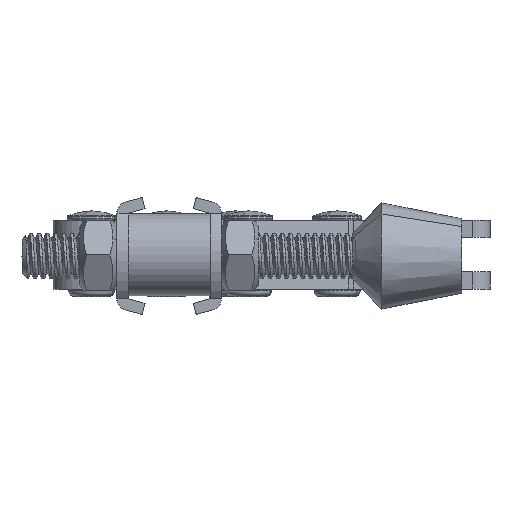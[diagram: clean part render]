
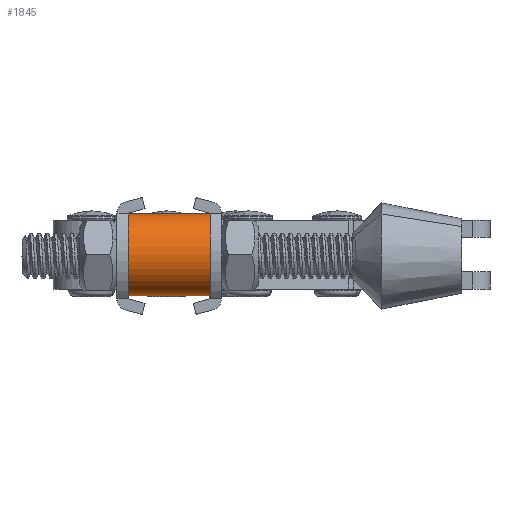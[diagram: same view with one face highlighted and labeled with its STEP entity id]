
A CAD part, left-side view. The second image highlights one B-rep face of the part: STEP entity #1845.
In plain terms, the highlighted cylindrical face has radius 7.2 mm (diameter 14.4 mm), a partial arc.
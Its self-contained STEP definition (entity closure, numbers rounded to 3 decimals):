
#1570 = VERTEX_POINT ( 'NONE', #47903 ) ;
#1573 = EDGE_CURVE ( 'NONE', #1570, #1574, #47901, .T. ) ;
#1574 = VERTEX_POINT ( 'NONE', #47897 ) ;
#1845 = ADVANCED_FACE ( 'NONE', ( #48821 ), #48823, .T. ) ;
#1846 = EDGE_LOOP ( 'NONE', ( #1847, #1849, #1850, #1852 ) ) ;
#1847 = ORIENTED_EDGE ( 'NONE', *, *, #1848, .F. ) ;
#1848 = EDGE_CURVE ( 'NONE', #57264, #1570, #48820, .T. ) ;
#1849 = ORIENTED_EDGE ( 'NONE', *, *, #57132, .T. ) ;
#1850 = ORIENTED_EDGE ( 'NONE', *, *, #1851, .T. ) ;
#1851 = EDGE_CURVE ( 'NONE', #57128, #1574, #48795, .T. ) ;
#1852 = ORIENTED_EDGE ( 'NONE', *, *, #1573, .F. ) ;
#42531 = DIRECTION ( 'NONE',  ( 0., -1., 0. ) ) ;
#42532 = VECTOR ( 'NONE', #42531, 1000. ) ;
#42534 = CARTESIAN_POINT ( 'NONE',  ( -90.8, 28., -7.2 ) ) ;
#42536 = LINE ( 'NONE', #42534, #42532 ) ;
#42541 = CARTESIAN_POINT ( 'NONE',  ( -90.8, 0., -7.2 ) ) ;
#43035 = CARTESIAN_POINT ( 'NONE',  ( -90.8, 14.2, -7.2 ) ) ;
#47897 = CARTESIAN_POINT ( 'NONE',  ( -90.8, 0., 7.2 ) ) ;
#47898 = DIRECTION ( 'NONE',  ( 0., -1., 0. ) ) ;
#47899 = VECTOR ( 'NONE', #47898, 1000. ) ;
#47900 = CARTESIAN_POINT ( 'NONE',  ( -90.8, 28., 7.2 ) ) ;
#47901 = LINE ( 'NONE', #47900, #47899 ) ;
#47903 = CARTESIAN_POINT ( 'NONE',  ( -90.8, 14.2, 7.2 ) ) ;
#48791 = DIRECTION ( 'NONE',  ( 0., 0., 1. ) ) ;
#48792 = DIRECTION ( 'NONE',  ( 0., 1., 0. ) ) ;
#48793 = CARTESIAN_POINT ( 'NONE',  ( -90.8, 0., 0. ) ) ;
#48794 = AXIS2_PLACEMENT_3D ( 'NONE', #48793, #48792, #48791 ) ;
#48795 = CIRCLE ( 'NONE', #48794, 7.2 ) ;
#48797 = DIRECTION ( 'NONE',  ( 0., 0., 1. ) ) ;
#48798 = DIRECTION ( 'NONE',  ( 0., 1., 0. ) ) ;
#48799 = CARTESIAN_POINT ( 'NONE',  ( -90.8, 14.2, 0. ) ) ;
#48800 = AXIS2_PLACEMENT_3D ( 'NONE', #48799, #48798, #48797 ) ;
#48801 = DIRECTION ( 'NONE',  ( 0., 0., -1. ) ) ;
#48802 = DIRECTION ( 'NONE',  ( 0., -1., 0. ) ) ;
#48818 = CARTESIAN_POINT ( 'NONE',  ( -90.8, 28., 0. ) ) ;
#48819 = AXIS2_PLACEMENT_3D ( 'NONE', #48818, #48802, #48801 ) ;
#48820 = CIRCLE ( 'NONE', #48800, 7.2 ) ;
#48821 = FACE_OUTER_BOUND ( 'NONE', #1846, .T. ) ;
#48823 = CYLINDRICAL_SURFACE ( 'NONE', #48819, 7.2 ) ;
#57128 = VERTEX_POINT ( 'NONE', #42541 ) ;
#57132 = EDGE_CURVE ( 'NONE', #57264, #57128, #42536, .T. ) ;
#57264 = VERTEX_POINT ( 'NONE', #43035 ) ;
